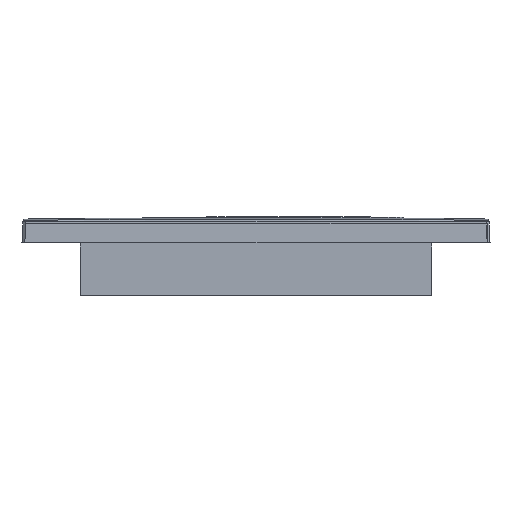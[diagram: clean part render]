
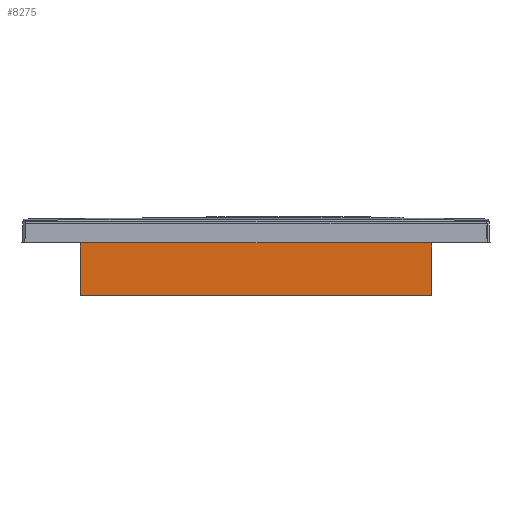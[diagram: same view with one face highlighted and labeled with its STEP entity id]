
A CAD part, left-side view. The second image highlights one B-rep face of the part: STEP entity #8275.
In plain terms, the highlighted planar face has unit normal (-1, 0, 0).
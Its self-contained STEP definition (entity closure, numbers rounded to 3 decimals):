
#7327=DIRECTION('',(0.,0.,-1.));
#7328=VECTOR('',#7327,124.);
#7329=CARTESIAN_POINT('',(-103.,-3.,65.));
#7330=LINE('',#7329,#7328);
#7539=DIRECTION('',(0.,0.,-1.));
#7540=VECTOR('',#7539,124.);
#7541=CARTESIAN_POINT('',(-103.,-21.5,65.));
#7542=LINE('',#7541,#7540);
#7619=DIRECTION('',(0.,-1.,0.));
#7620=VECTOR('',#7619,18.5);
#7621=CARTESIAN_POINT('',(-103.,-3.,-59.));
#7622=LINE('',#7621,#7620);
#7623=DIRECTION('',(0.,-1.,0.));
#7624=VECTOR('',#7623,18.5);
#7625=CARTESIAN_POINT('',(-103.,-3.,65.));
#7626=LINE('',#7625,#7624);
#7755=CARTESIAN_POINT('',(-103.,-21.5,-59.));
#7757=VERTEX_POINT('',#7755);
#7761=CARTESIAN_POINT('',(-103.,-21.5,65.));
#7762=VERTEX_POINT('',#7761);
#7763=CARTESIAN_POINT('',(-103.,-3.,-59.));
#7765=VERTEX_POINT('',#7763);
#7769=CARTESIAN_POINT('',(-103.,-3.,65.));
#7770=VERTEX_POINT('',#7769);
#8263=CARTESIAN_POINT('',(-103.,-3.,65.));
#8264=DIRECTION('',(-1.,0.,0.));
#8265=DIRECTION('',(0.,0.,-1.));
#8266=AXIS2_PLACEMENT_3D('',#8263,#8264,#8265);
#8267=PLANE('',#8266);
#8268=ORIENTED_EDGE('',*,*,#7904,.F.);
#8270=ORIENTED_EDGE('',*,*,#8269,.T.);
#8271=ORIENTED_EDGE('',*,*,#8146,.T.);
#8272=ORIENTED_EDGE('',*,*,#8255,.F.);
#8273=EDGE_LOOP('',(#8268,#8270,#8271,#8272));
#8274=FACE_OUTER_BOUND('',#8273,.F.);
#7904=EDGE_CURVE('',#7770,#7765,#7330,.T.);
#8146=EDGE_CURVE('',#7762,#7757,#7542,.T.);
#8255=EDGE_CURVE('',#7765,#7757,#7622,.T.);
#8269=EDGE_CURVE('',#7770,#7762,#7626,.T.);
#8275=ADVANCED_FACE('',(#8274),#8267,.T.);
